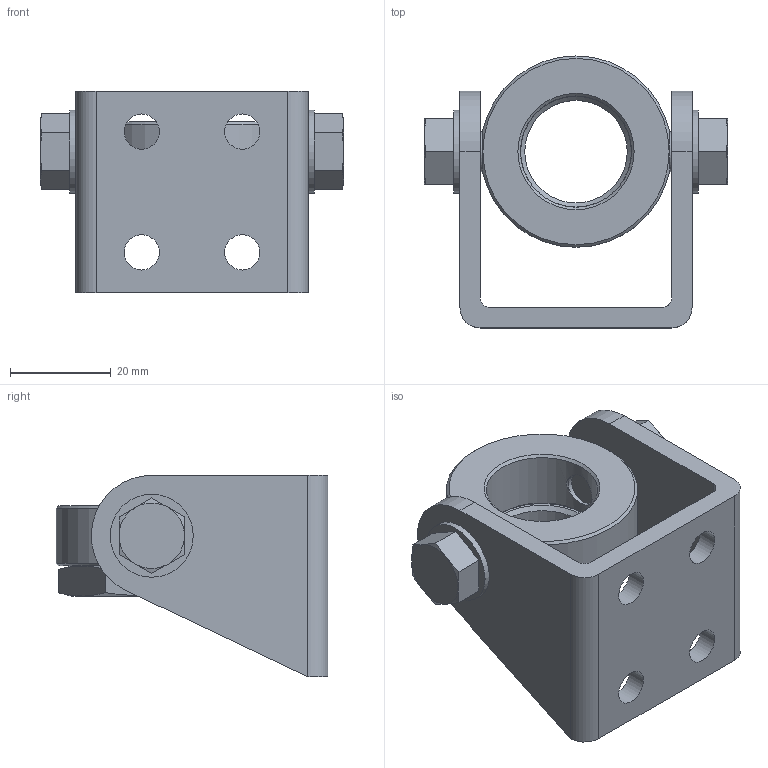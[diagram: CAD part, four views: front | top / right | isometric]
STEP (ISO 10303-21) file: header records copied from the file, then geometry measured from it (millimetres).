
FILE_DESCRIPTION(/* description */ ('STEP AP214'),/* implementation_level */ '2;1');
FILE_NAME(/* name */ '539927_SBN-20_25',/* time_stamp */ '2024-09-11T13:59:39+02:00',/* author */ ('License CC BY-ND 4.0'),/* organization */ ('CADENAS'),/* preprocessor_version */ 'ST-DEVELOPER v19.3',/* originating_system */ 'PARTsolutions',/* authorisation */ ' ');
FILE_SCHEMA (('AUTOMOTIVE_DESIGN {1 0 10303 214 3 1 1}'));
Length unit declared in the file: millimetre
Products named in the file (4): 539927 SBN-20/25---(0); 539927 SBN-20/25---(0LB); 683678 SBN-20/25---(R); DIN-439-B - M22x1.5x-A2-70(F)
Assembly tree (3 placements, depth 2):
  539927 SBN-20/25---(0)
    539927 SBN-20/25---(0LB)
    683678 SBN-20/25---(R)
    DIN-439-B - M22x1.5x-A2-70(F)
Bounding box: 60.2 x 54 x 40 mm (x, y, z)
Volume: 31093.8 mm3; surface area: 16555.2 mm2
Topology: 3 solids, 3 shells, 90 faces, 223 edges, 142 vertices
Faces by surface type: plane 42, cone 28, cylinder 20
Full cylindrical faces by diameter (mm): 6.647 x2, 7 x4, 8 x2, 16.5 x2, 20.376 x1, 22.1 x1
Entity records: 2630 total; most frequent: CARTESIAN_POINT 602, DIRECTION 388, ORIENTED_EDGE 368, EDGE_CURVE 184, AXIS2_PLACEMENT_3D 162, EDGE_LOOP 134, FACE_BOUND 134, VERTEX_POINT 128
